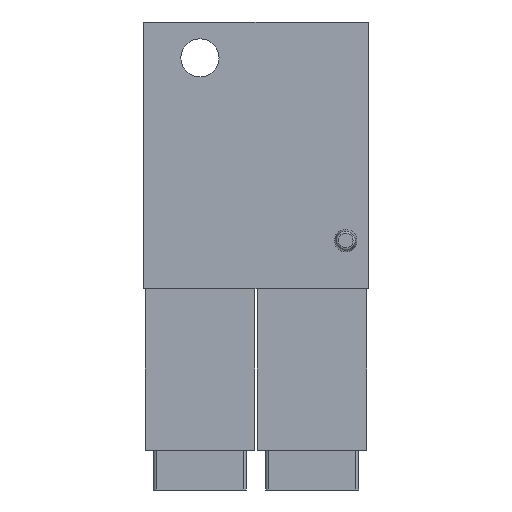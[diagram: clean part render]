
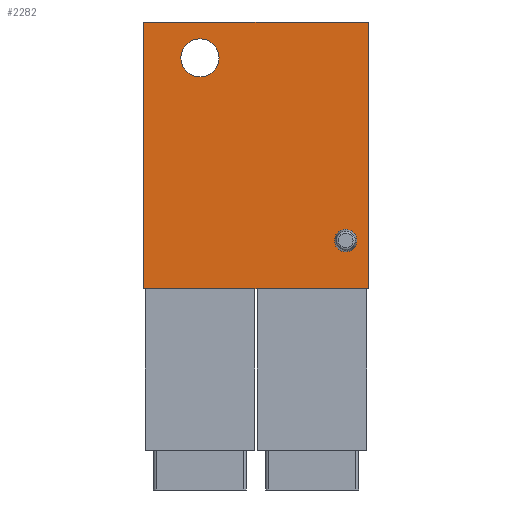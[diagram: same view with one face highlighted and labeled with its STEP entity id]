
A CAD part, front view. The second image highlights one B-rep face of the part: STEP entity #2282.
In plain terms, the highlighted planar face has unit normal (0, -1, 0).
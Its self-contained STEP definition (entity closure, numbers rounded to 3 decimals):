
#139=LINE('',#4026,#327);
#144=LINE('',#4036,#332);
#146=LINE('',#4044,#334);
#147=LINE('',#4045,#335);
#327=VECTOR('',#3305,1000.);
#332=VECTOR('',#3312,1000.);
#334=VECTOR('',#3320,1000.);
#335=VECTOR('',#3321,1000.);
#532=ORIENTED_EDGE('',*,*,#1144,.T.);
#533=ORIENTED_EDGE('',*,*,#1145,.T.);
#534=ORIENTED_EDGE('',*,*,#1146,.F.);
#535=ORIENTED_EDGE('',*,*,#1142,.F.);
#536=ORIENTED_EDGE('',*,*,#1147,.T.);
#537=ORIENTED_EDGE('',*,*,#1137,.T.);
#1137=EDGE_CURVE('',#1444,#1443,#139,.T.);
#1142=EDGE_CURVE('',#1447,#1448,#144,.T.);
#1144=EDGE_CURVE('',#1449,#1449,#1663,.T.);
#1145=EDGE_CURVE('',#1450,#1450,#1664,.T.);
#1146=EDGE_CURVE('',#1448,#1443,#146,.T.);
#1147=EDGE_CURVE('',#1447,#1444,#147,.T.);
#1443=VERTEX_POINT('',#4025);
#1444=VERTEX_POINT('',#4027);
#1447=VERTEX_POINT('',#4035);
#1448=VERTEX_POINT('',#4037);
#1449=VERTEX_POINT('',#4041);
#1450=VERTEX_POINT('',#4043);
#1663=CIRCLE('',#3025,1.);
#1664=CIRCLE('',#3026,1.7);
#1771=EDGE_LOOP('',(#532));
#1772=EDGE_LOOP('',(#533));
#1773=EDGE_LOOP('',(#534,#535,#536,#537));
#1988=FACE_BOUND('',#1771,.T.);
#1989=FACE_BOUND('',#1772,.T.);
#1990=FACE_BOUND('',#1773,.T.);
#2200=PLANE('',#3024);
#2282=ADVANCED_FACE('',(#1988,#1989,#1990),#2200,.T.);
#3024=AXIS2_PLACEMENT_3D('',#4039,#3314,#3315);
#3025=AXIS2_PLACEMENT_3D('',#4040,#3316,#3317);
#3026=AXIS2_PLACEMENT_3D('',#4042,#3318,#3319);
#3305=DIRECTION('',(0.,0.,1.));
#3312=DIRECTION('',(0.,0.,1.));
#3314=DIRECTION('',(0.,-1.,0.));
#3315=DIRECTION('',(0.,0.,-1.));
#3316=DIRECTION('',(0.,1.,0.));
#3317=DIRECTION('',(0.,0.,1.));
#3318=DIRECTION('',(0.,1.,0.));
#3319=DIRECTION('',(1.,0.,0.));
#3320=DIRECTION('',(1.,0.,0.));
#3321=DIRECTION('',(1.,0.,0.));
#4025=CARTESIAN_POINT('',(10.,0.,0.));
#4026=CARTESIAN_POINT('',(10.,0.,-23.8));
#4027=CARTESIAN_POINT('',(10.,0.,-23.8));
#4035=CARTESIAN_POINT('',(-10.,0.,-23.8));
#4036=CARTESIAN_POINT('',(-10.,0.,-23.8));
#4037=CARTESIAN_POINT('',(-10.,0.,0.));
#4039=CARTESIAN_POINT('',(-10.,0.,-23.8));
#4040=CARTESIAN_POINT('',(-8.,0.,-4.3));
#4041=CARTESIAN_POINT('',(-8.,0.,-3.3));
#4042=CARTESIAN_POINT('',(5.,0.,-20.6));
#4043=CARTESIAN_POINT('',(6.7,0.,-20.6));
#4044=CARTESIAN_POINT('',(-10.,0.,0.));
#4045=CARTESIAN_POINT('',(-10.,0.,-23.8));
